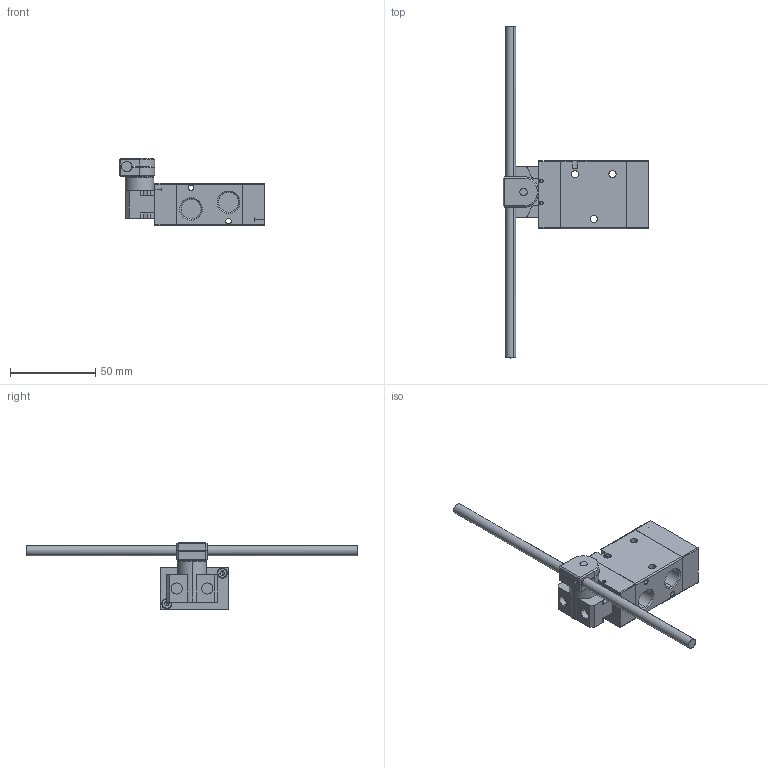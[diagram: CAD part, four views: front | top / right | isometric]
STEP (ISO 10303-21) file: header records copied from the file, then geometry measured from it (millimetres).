
FILE_DESCRIPTION(( '322MYN74.STEP' ), '1');
FILE_NAME( '322MYN74.STEP', '2019-06-17T13:36:09',( 'Sopra'),('sopra-pneumatic.com'), 'SwSTEP 2.0','SolidWorks 2009','' );
FILE_SCHEMA (( 'AUTOMOTIVE_DESIGN' ));
Length unit declared in the file: millimetre
Products named in the file (1): 98_4_g74
Bounding box: 85.7 x 195 x 39.85 mm (x, y, z)
Volume: 76945 mm3; surface area: 26630.2 mm2
Topology: 8 solids, 8 shells, 364 faces, 881 edges, 556 vertices
Faces by surface type: plane 184, cylinder 96, cone 36, bspline 30, torus 18
Entity records: 13321 total; most frequent: CARTESIAN_POINT 4191, DIRECTION 1762, ORIENTED_EDGE 1746, EDGE_CURVE 873, AXIS2_PLACEMENT_3D 626, VERTEX_POINT 556, VECTOR 510, LINE 510
